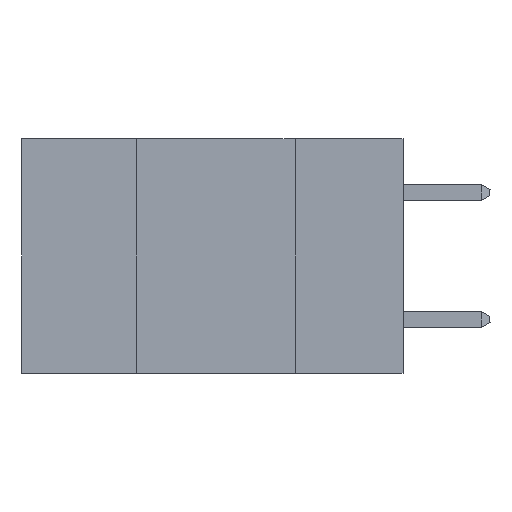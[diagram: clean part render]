
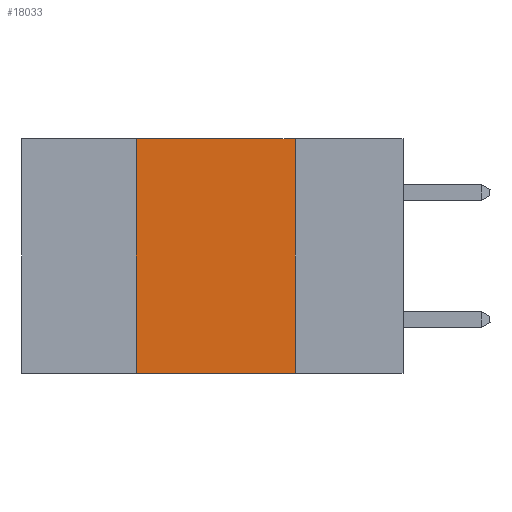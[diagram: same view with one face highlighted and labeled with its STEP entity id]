
A CAD part, left-side view. The second image highlights one B-rep face of the part: STEP entity #18033.
In plain terms, the highlighted planar face has unit normal (-1, 0, 0).
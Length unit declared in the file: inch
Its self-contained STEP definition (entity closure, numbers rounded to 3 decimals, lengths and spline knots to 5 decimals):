
#131 = CARTESIAN_POINT ( 'NONE',  ( 0., 0.42, 0. ) ) ;
#359 = DIRECTION ( 'NONE',  ( 0., 0., 1. ) ) ;
#821 = EDGE_CURVE ( 'NONE', #13923, #22174, #4350, .T. ) ;
#1666 = DIRECTION ( 'NONE',  ( 0., 0., -1. ) ) ;
#1848 = LINE ( 'NONE', #21375, #27720 ) ;
#2076 = FACE_OUTER_BOUND ( 'NONE', #12660, .T. ) ;
#2260 = ORIENTED_EDGE ( 'NONE', *, *, #13325, .F. ) ;
#3691 = VECTOR ( 'NONE', #359, 39.37008 ) ;
#4108 = VERTEX_POINT ( 'NONE', #18296 ) ;
#4151 = DIRECTION ( 'NONE',  ( 1., 0., 0. ) ) ;
#4350 = LINE ( 'NONE', #30646, #21173 ) ;
#4699 = EDGE_CURVE ( 'NONE', #13923, #4108, #21292, .T. ) ;
#6885 = ORIENTED_EDGE ( 'NONE', *, *, #821, .T. ) ;
#7218 = VECTOR ( 'NONE', #10226, 39.37008 ) ;
#9349 = AXIS2_PLACEMENT_3D ( 'NONE', #13873, #4151, #1666 ) ;
#10226 = DIRECTION ( 'NONE',  ( 0., 0., -1. ) ) ;
#12660 = EDGE_LOOP ( 'NONE', ( #23507, #2260, #21399, #6885 ) ) ;
#13325 = EDGE_CURVE ( 'NONE', #4108, #29412, #1848, .T. ) ;
#13700 = LINE ( 'NONE', #19811, #7218 ) ;
#13873 = CARTESIAN_POINT ( 'NONE',  ( 0., 0.6, 0. ) ) ;
#13923 = VERTEX_POINT ( 'NONE', #20474 ) ;
#15976 = DIRECTION ( 'NONE',  ( 0., -1., 0. ) ) ;
#16230 = EDGE_CURVE ( 'NONE', #29412, #22174, #13700, .T. ) ;
#16750 = PLANE ( 'NONE',  #9349 ) ;
#18033 = ADVANCED_FACE ( 'NONE', ( #2076 ), #16750, .F. ) ;
#18296 = CARTESIAN_POINT ( 'NONE',  ( 0., 0.42, 0. ) ) ;
#18334 = CARTESIAN_POINT ( 'NONE',  ( 0., 0.17, -0.37 ) ) ;
#19811 = CARTESIAN_POINT ( 'NONE',  ( 0., 0.17, 0. ) ) ;
#20474 = CARTESIAN_POINT ( 'NONE',  ( 0., 0.42, -0.37 ) ) ;
#21173 = VECTOR ( 'NONE', #15976, 39.37008 ) ;
#21292 = LINE ( 'NONE', #131, #3691 ) ;
#21375 = CARTESIAN_POINT ( 'NONE',  ( 0., 0.6, 0. ) ) ;
#21399 = ORIENTED_EDGE ( 'NONE', *, *, #4699, .F. ) ;
#22174 = VERTEX_POINT ( 'NONE', #18334 ) ;
#23507 = ORIENTED_EDGE ( 'NONE', *, *, #16230, .F. ) ;
#27720 = VECTOR ( 'NONE', #28580, 39.37008 ) ;
#28580 = DIRECTION ( 'NONE',  ( 0., -1., 0. ) ) ;
#29112 = CARTESIAN_POINT ( 'NONE',  ( 0., 0.17, 0. ) ) ;
#29412 = VERTEX_POINT ( 'NONE', #29112 ) ;
#30646 = CARTESIAN_POINT ( 'NONE',  ( 0., 0.6, -0.37 ) ) ;
